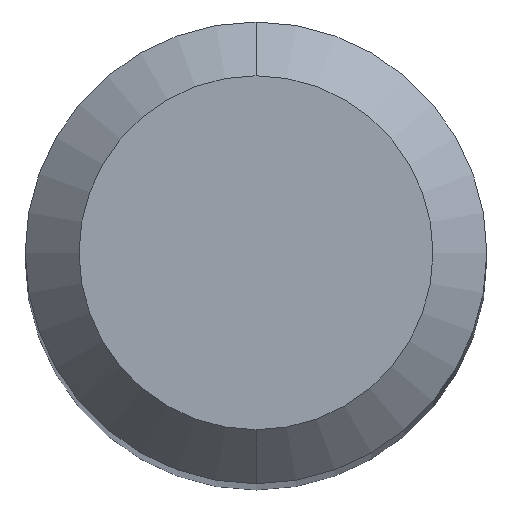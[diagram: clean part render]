
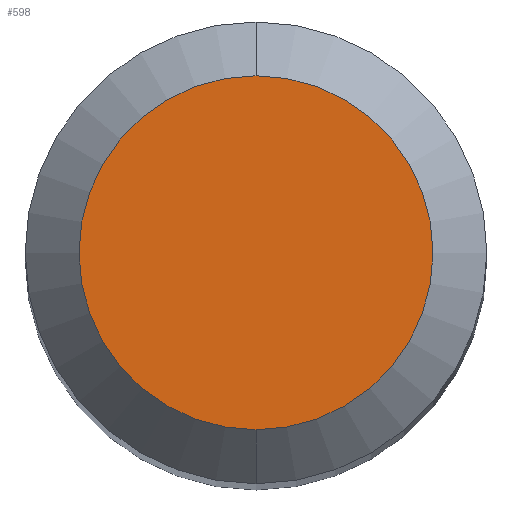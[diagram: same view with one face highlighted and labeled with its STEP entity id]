
A CAD part, top view. The second image highlights one B-rep face of the part: STEP entity #598.
In plain terms, the highlighted planar face has unit normal (0, 0, 1).
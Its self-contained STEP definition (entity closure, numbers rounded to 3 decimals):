
#64 = DIRECTION ( 'NONE',  ( 0., 0., -1. ) ) ;
#72 = CIRCLE ( 'NONE', #739, 2.3 ) ;
#100 = CIRCLE ( 'NONE', #395, 2.3 ) ;
#133 = CARTESIAN_POINT ( 'NONE',  ( 0., 0., 0. ) ) ;
#150 = DIRECTION ( 'NONE',  ( 0., 0., 1. ) ) ;
#151 = VERTEX_POINT ( 'NONE', #411 ) ;
#169 = EDGE_CURVE ( 'NONE', #151, #804, #100, .T. ) ;
#220 = CARTESIAN_POINT ( 'NONE',  ( 0., 0., 0. ) ) ;
#280 = DIRECTION ( 'NONE',  ( 0., -1., 0. ) ) ;
#299 = EDGE_CURVE ( 'NONE', #804, #151, #72, .T. ) ;
#392 = CARTESIAN_POINT ( 'NONE',  ( 0., 2.3, 0. ) ) ;
#395 = AXIS2_PLACEMENT_3D ( 'NONE', #133, #614, #280 ) ;
#406 = CARTESIAN_POINT ( 'NONE',  ( 0., -2.3, 0. ) ) ;
#411 = CARTESIAN_POINT ( 'NONE',  ( 0., 2.3, 0. ) ) ;
#450 = ORIENTED_EDGE ( 'NONE', *, *, #299, .T. ) ;
#598 = ADVANCED_FACE ( 'NONE', ( #839 ), #660, .F. ) ;
#608 = AXIS2_PLACEMENT_3D ( 'NONE', #392, #64, #742 ) ;
#612 = DIRECTION ( 'NONE',  ( 0., -1., 0. ) ) ;
#614 = DIRECTION ( 'NONE',  ( 0., 0., 1. ) ) ;
#660 = PLANE ( 'NONE',  #608 ) ;
#739 = AXIS2_PLACEMENT_3D ( 'NONE', #220, #150, #612 ) ;
#742 = DIRECTION ( 'NONE',  ( 0., 1., 0. ) ) ;
#754 = ORIENTED_EDGE ( 'NONE', *, *, #169, .T. ) ;
#793 = EDGE_LOOP ( 'NONE', ( #754, #450 ) ) ;
#804 = VERTEX_POINT ( 'NONE', #406 ) ;
#839 = FACE_OUTER_BOUND ( 'NONE', #793, .T. ) ;
